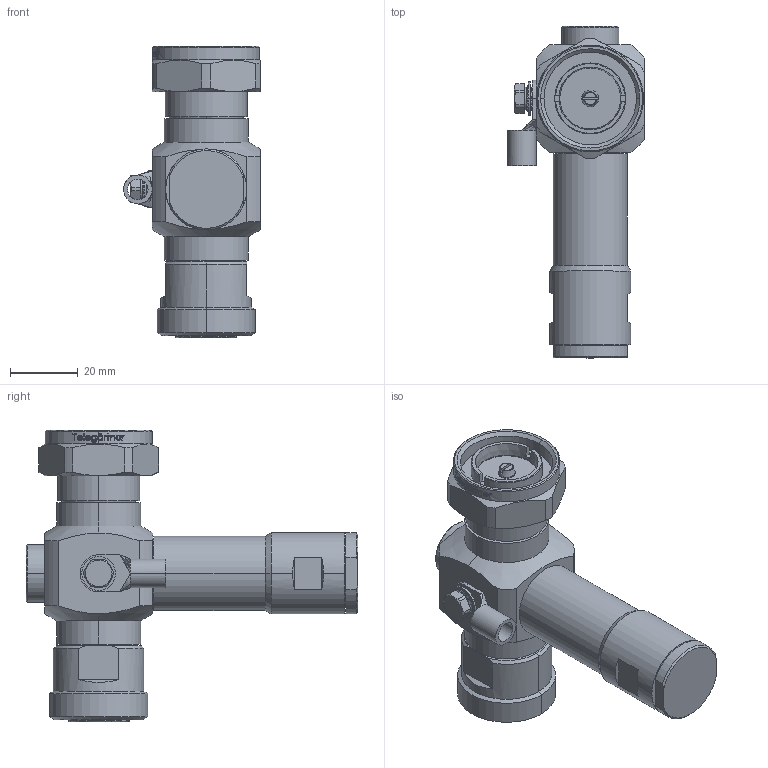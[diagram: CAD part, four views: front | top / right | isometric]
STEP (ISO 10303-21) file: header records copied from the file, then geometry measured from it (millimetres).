
FILE_DESCRIPTION (( 'STEP AP214' ), '1' );
FILE_NAME ('J01125A0039.STEP', '2014-05-08T13:46:57', ( 'Wartung1' ), ( '' ), 'SwSTEP 2.0', 'SolidWorks 2014', '' );
FILE_SCHEMA (( 'AUTOMOTIVE_DESIGN' ));
Length unit declared in the file: millimetre
Products named in the file (1): J01125A0039
Bounding box: 40.57 x 98.25 x 86.31 mm (x, y, z)
Volume: 82161.9 mm3; surface area: 22929.9 mm2
Topology: 9 solids, 9 shells, 748 faces, 2001 edges, 1299 vertices
Faces by surface type: plane 268, bspline 226, cylinder 156, cone 80, torus 18
Entity records: 38998 total; most frequent: CARTESIAN_POINT 13624, ORIENTED_EDGE 3994, DIRECTION 2816, EDGE_CURVE 1997, VERTEX_POINT 1299, VECTOR 944, LINE 944, AXIS2_PLACEMENT_3D 936
